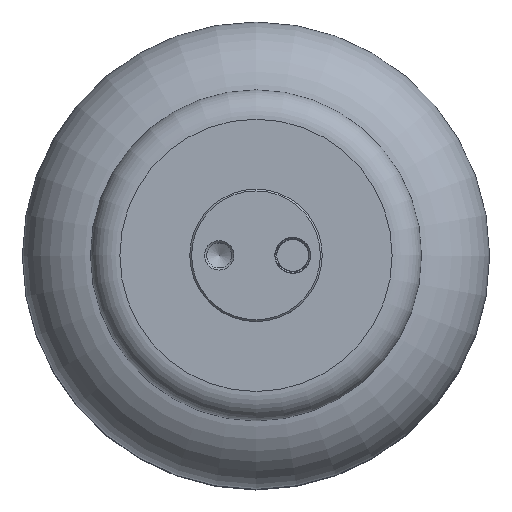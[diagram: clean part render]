
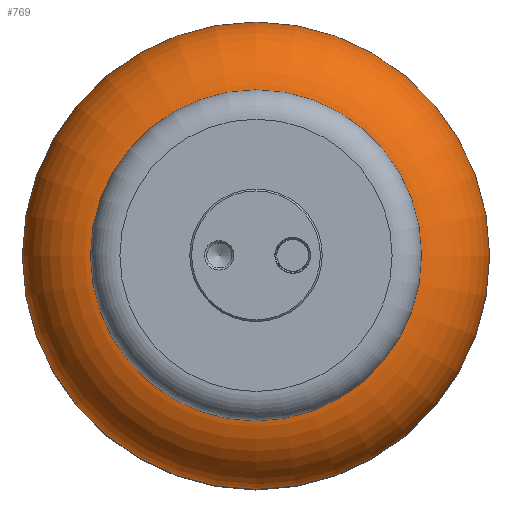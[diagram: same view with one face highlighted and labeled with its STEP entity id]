
A CAD part, top view. The second image highlights one B-rep face of the part: STEP entity #769.
In plain terms, the highlighted toroidal (fillet/blend) face has major radius 40.5 mm and minor radius 23 mm.
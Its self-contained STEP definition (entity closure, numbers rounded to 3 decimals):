
#198=EDGE_LOOP('',(#356));
#199=EDGE_LOOP('',(#357));
#356=ORIENTED_EDGE('',*,*,#513,.F.);
#357=ORIENTED_EDGE('',*,*,#514,.T.);
#513=EDGE_CURVE('',#1066,#1066,#602,.T.);
#514=EDGE_CURVE('',#1067,#1067,#603,.T.);
#602=CIRCLE('',#1180,40.5);
#603=CIRCLE('',#1182,40.5);
#769=ADVANCED_FACE('',(#918,#919),#849,.T.);
#849=TOROIDAL_SURFACE('',#1183,40.5,23.);
#918=FACE_BOUND('',#198,.T.);
#919=FACE_BOUND('',#199,.T.);
#1066=VERTEX_POINT('',#1712);
#1067=VERTEX_POINT('',#1715);
#1180=AXIS2_PLACEMENT_3D('',#1711,#1395,#1396);
#1182=AXIS2_PLACEMENT_3D('',#1714,#1399,#1400);
#1183=AXIS2_PLACEMENT_3D('',#1716,#1401,#1402);
#1395=DIRECTION('',(0.,0.,1.));
#1396=DIRECTION('',(-1.,0.,0.));
#1399=DIRECTION('',(0.,0.,1.));
#1400=DIRECTION('',(-1.,0.,0.));
#1401=DIRECTION('',(0.,0.,1.));
#1402=DIRECTION('',(-1.,0.,0.));
#1711=CARTESIAN_POINT('',(0.,0.,174.));
#1712=CARTESIAN_POINT('',(-40.5,0.,174.));
#1714=CARTESIAN_POINT('',(0.,0.,128.));
#1715=CARTESIAN_POINT('',(-40.5,0.,128.));
#1716=CARTESIAN_POINT('',(0.,0.,151.));
